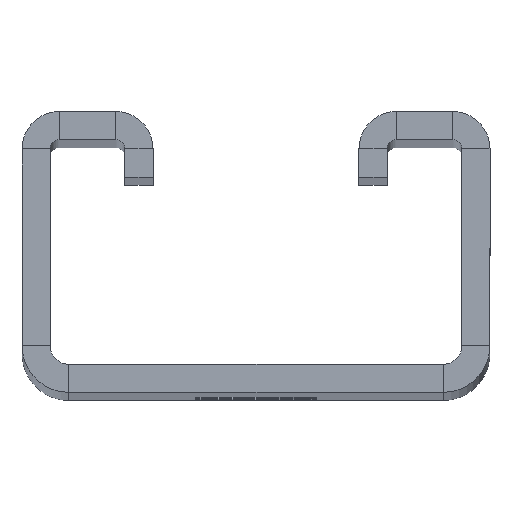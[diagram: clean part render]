
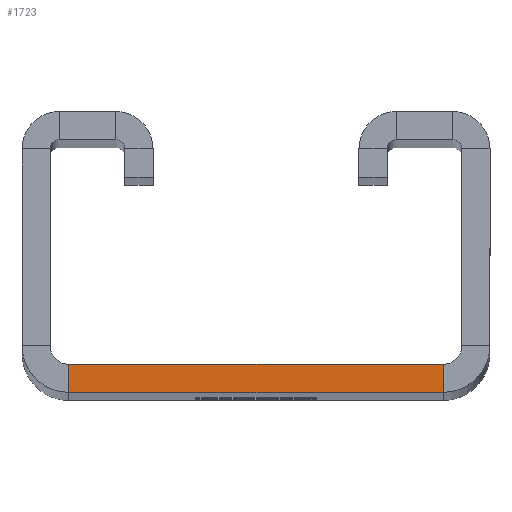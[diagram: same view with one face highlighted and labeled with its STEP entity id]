
A CAD part, top view. The second image highlights one B-rep face of the part: STEP entity #1723.
In plain terms, the highlighted planar face has unit normal (0, 0, 1).
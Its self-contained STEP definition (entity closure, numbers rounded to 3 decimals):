
#21 = CARTESIAN_POINT ( 'NONE',  ( -20., -27., 500. ) ) ;
#38 = LINE ( 'NONE', #1156, #351 ) ;
#126 = DIRECTION ( 'NONE',  ( -1., 0., 0. ) ) ;
#252 = VECTOR ( 'NONE', #1767, 1000. ) ;
#278 = CARTESIAN_POINT ( 'NONE',  ( 22., -25., 500. ) ) ;
#308 = PLANE ( 'NONE',  #1845 ) ;
#351 = VECTOR ( 'NONE', #1783, 1000. ) ;
#367 = VERTEX_POINT ( 'NONE', #1729 ) ;
#402 = CARTESIAN_POINT ( 'NONE',  ( -20., -30., 500. ) ) ;
#471 = LINE ( 'NONE', #1604, #252 ) ;
#480 = EDGE_CURVE ( 'NONE', #532, #572, #471, .T. ) ;
#518 = ORIENTED_EDGE ( 'NONE', *, *, #480, .T. ) ;
#532 = VERTEX_POINT ( 'NONE', #852 ) ;
#572 = VERTEX_POINT ( 'NONE', #1955 ) ;
#631 = DIRECTION ( 'NONE',  ( 0., 0., 1. ) ) ;
#660 = EDGE_CURVE ( 'NONE', #367, #1827, #1251, .T. ) ;
#765 = ORIENTED_EDGE ( 'NONE', *, *, #1056, .T. ) ;
#812 = EDGE_CURVE ( 'NONE', #572, #1827, #1902, .T. ) ;
#852 = CARTESIAN_POINT ( 'NONE',  ( 20., -27., 500. ) ) ;
#881 = VECTOR ( 'NONE', #1925, 1000. ) ;
#1056 = EDGE_CURVE ( 'NONE', #367, #532, #38, .T. ) ;
#1088 = FACE_OUTER_BOUND ( 'NONE', #1136, .T. ) ;
#1136 = EDGE_LOOP ( 'NONE', ( #1956, #765, #518, #1714 ) ) ;
#1156 = CARTESIAN_POINT ( 'NONE',  ( 20., -30., 500. ) ) ;
#1179 = VECTOR ( 'NONE', #126, 1000. ) ;
#1251 = LINE ( 'NONE', #1859, #1179 ) ;
#1604 = CARTESIAN_POINT ( 'NONE',  ( -25., -27., 500. ) ) ;
#1714 = ORIENTED_EDGE ( 'NONE', *, *, #812, .T. ) ;
#1720 = DIRECTION ( 'NONE',  ( 1., 0., 0. ) ) ;
#1723 = ADVANCED_FACE ( 'NONE', ( #1088 ), #308, .T. ) ;
#1729 = CARTESIAN_POINT ( 'NONE',  ( 20., -30., 500. ) ) ;
#1767 = DIRECTION ( 'NONE',  ( -1., 0., 0. ) ) ;
#1783 = DIRECTION ( 'NONE',  ( 0., 1., 0. ) ) ;
#1827 = VERTEX_POINT ( 'NONE', #402 ) ;
#1845 = AXIS2_PLACEMENT_3D ( 'NONE', #278, #631, #1720 ) ;
#1859 = CARTESIAN_POINT ( 'NONE',  ( -25., -30., 500. ) ) ;
#1902 = LINE ( 'NONE', #21, #881 ) ;
#1925 = DIRECTION ( 'NONE',  ( 0., -1., 0. ) ) ;
#1955 = CARTESIAN_POINT ( 'NONE',  ( -20., -27., 500. ) ) ;
#1956 = ORIENTED_EDGE ( 'NONE', *, *, #660, .F. ) ;
